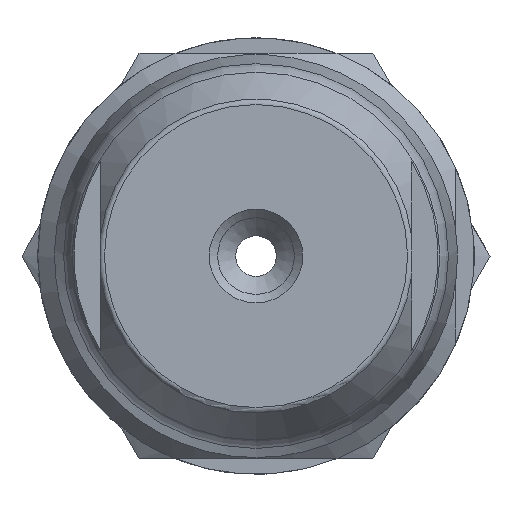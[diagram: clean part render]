
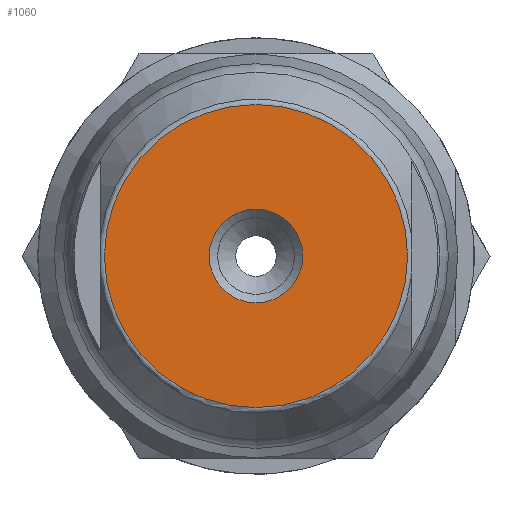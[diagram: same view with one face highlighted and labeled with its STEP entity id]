
A CAD part, front view. The second image highlights one B-rep face of the part: STEP entity #1060.
In plain terms, the highlighted planar face has unit normal (0, -1, 0).
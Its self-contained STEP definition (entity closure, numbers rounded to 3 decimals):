
#71=PLANE('',#1231);
#320=ORIENTED_EDGE('',*,*,#493,.T.);
#321=ORIENTED_EDGE('',*,*,#502,.F.);
#493=EDGE_CURVE('',#602,#602,#685,.T.);
#502=EDGE_CURVE('',#609,#609,#690,.T.);
#602=VERTEX_POINT('',#1858);
#609=VERTEX_POINT('',#1891);
#685=CIRCLE('',#1224,4.861);
#690=CIRCLE('',#1232,1.5);
#787=EDGE_LOOP('',(#320));
#788=EDGE_LOOP('',(#321));
#928=FACE_BOUND('',#787,.T.);
#929=FACE_BOUND('',#788,.T.);
#1060=ADVANCED_FACE('',(#928,#929),#71,.T.);
#1224=AXIS2_PLACEMENT_3D('',#1857,#1471,#1472);
#1231=AXIS2_PLACEMENT_3D('',#1889,#1485,#1486);
#1232=AXIS2_PLACEMENT_3D('',#1890,#1487,#1488);
#1471=DIRECTION('',(0.,-1.,0.));
#1472=DIRECTION('',(0.,0.,-1.));
#1485=DIRECTION('',(0.,-1.,0.));
#1486=DIRECTION('',(0.,0.,-1.));
#1487=DIRECTION('',(0.,-1.,0.));
#1488=DIRECTION('',(0.,0.,-1.));
#1857=CARTESIAN_POINT('',(0.,-22.,0.));
#1858=CARTESIAN_POINT('',(0.,-22.,-4.861));
#1889=CARTESIAN_POINT('',(0.65,-22.,0.));
#1890=CARTESIAN_POINT('',(0.,-22.,0.));
#1891=CARTESIAN_POINT('',(0.,-22.,-1.5));
